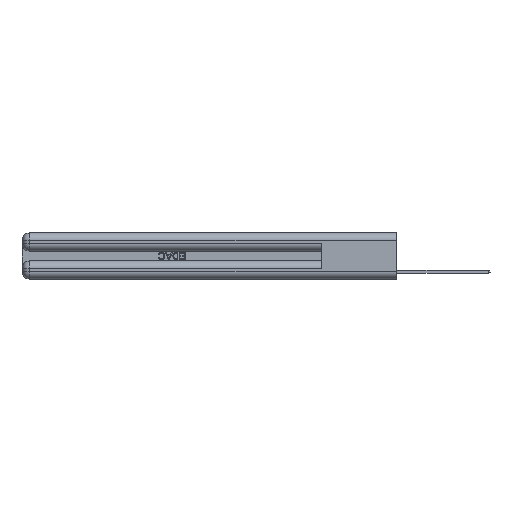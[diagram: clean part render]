
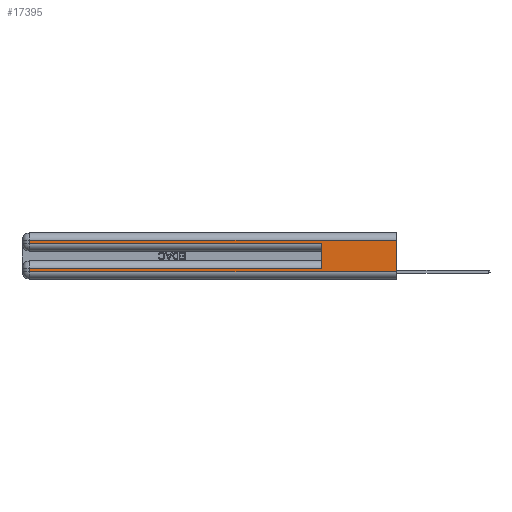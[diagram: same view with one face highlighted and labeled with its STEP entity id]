
A CAD part, left-side view. The second image highlights one B-rep face of the part: STEP entity #17395.
In plain terms, the highlighted planar face has unit normal (-1, 0, 0).
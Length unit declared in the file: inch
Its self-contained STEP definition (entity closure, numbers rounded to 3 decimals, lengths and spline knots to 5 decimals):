
#673 = CARTESIAN_POINT ( 'NONE',  ( 0., 0., 0.285 ) ) ;
#939 = EDGE_CURVE ( 'NONE', #13171, #10522, #7748, .T. ) ;
#1140 = VERTEX_POINT ( 'NONE', #3446 ) ;
#1169 = EDGE_CURVE ( 'NONE', #6619, #10522, #6464, .T. ) ;
#1273 = VECTOR ( 'NONE', #23429, 39.37008 ) ;
#1794 = VECTOR ( 'NONE', #27435, 39.37008 ) ;
#2066 = EDGE_CURVE ( 'NONE', #25335, #1140, #6781, .T. ) ;
#2679 = VERTEX_POINT ( 'NONE', #22952 ) ;
#2956 = CARTESIAN_POINT ( 'NONE',  ( 0., 0., 0.06 ) ) ;
#3446 = CARTESIAN_POINT ( 'NONE',  ( 0., 0., 0.06 ) ) ;
#4570 = CARTESIAN_POINT ( 'NONE',  ( 0., 2.94, 0.37 ) ) ;
#4843 = CARTESIAN_POINT ( 'NONE',  ( 0., 0., 0.085 ) ) ;
#4933 = ORIENTED_EDGE ( 'NONE', *, *, #2066, .F. ) ;
#5120 = CARTESIAN_POINT ( 'NONE',  ( 0., 2.94, 0.06 ) ) ;
#5266 = CARTESIAN_POINT ( 'NONE',  ( 0., 0.6, 0.085 ) ) ;
#5489 = DIRECTION ( 'NONE',  ( 0., 0., -1. ) ) ;
#5692 = ORIENTED_EDGE ( 'NONE', *, *, #32966, .T. ) ;
#6202 = VECTOR ( 'NONE', #20925, 39.37008 ) ;
#6464 = LINE ( 'NONE', #24881, #11951 ) ;
#6619 = VERTEX_POINT ( 'NONE', #5266 ) ;
#6781 = LINE ( 'NONE', #27047, #34804 ) ;
#6802 = EDGE_LOOP ( 'NONE', ( #4933, #5692, #35032, #9344, #10294, #15628, #22717, #31568 ) ) ;
#7726 = VERTEX_POINT ( 'NONE', #28769 ) ;
#7748 = LINE ( 'NONE', #673, #1794 ) ;
#8470 = LINE ( 'NONE', #31827, #1273 ) ;
#8937 = VERTEX_POINT ( 'NONE', #5120 ) ;
#9344 = ORIENTED_EDGE ( 'NONE', *, *, #939, .T. ) ;
#9637 = CARTESIAN_POINT ( 'NONE',  ( 0., 0., 0.37 ) ) ;
#10294 = ORIENTED_EDGE ( 'NONE', *, *, #1169, .F. ) ;
#10362 = CARTESIAN_POINT ( 'NONE',  ( 0., 2.94, 0.285 ) ) ;
#10522 = VERTEX_POINT ( 'NONE', #19938 ) ;
#11194 = DIRECTION ( 'NONE',  ( 0., 0., 1. ) ) ;
#11951 = VECTOR ( 'NONE', #11194, 39.37008 ) ;
#12390 = DIRECTION ( 'NONE',  ( 0., 0., -1. ) ) ;
#12813 = EDGE_CURVE ( 'NONE', #2679, #8937, #21891, .T. ) ;
#13171 = VERTEX_POINT ( 'NONE', #10362 ) ;
#14640 = VECTOR ( 'NONE', #31578, 39.37008 ) ;
#15628 = ORIENTED_EDGE ( 'NONE', *, *, #15735, .T. ) ;
#15735 = EDGE_CURVE ( 'NONE', #6619, #2679, #26020, .T. ) ;
#17116 = AXIS2_PLACEMENT_3D ( 'NONE', #9637, #28602, #12390 ) ;
#17395 = ADVANCED_FACE ( 'NONE', ( #20846 ), #25918, .F. ) ;
#18659 = LINE ( 'NONE', #2956, #22008 ) ;
#19281 = VECTOR ( 'NONE', #26558, 39.37008 ) ;
#19938 = CARTESIAN_POINT ( 'NONE',  ( 0., 0.6, 0.285 ) ) ;
#20170 = EDGE_CURVE ( 'NONE', #7726, #13171, #29931, .T. ) ;
#20846 = FACE_OUTER_BOUND ( 'NONE', #6802, .T. ) ;
#20925 = DIRECTION ( 'NONE',  ( 0., 0., -1. ) ) ;
#21622 = DIRECTION ( 'NONE',  ( 0., -1., 0. ) ) ;
#21891 = LINE ( 'NONE', #28816, #14640 ) ;
#22008 = VECTOR ( 'NONE', #21622, 39.37008 ) ;
#22717 = ORIENTED_EDGE ( 'NONE', *, *, #12813, .T. ) ;
#22952 = CARTESIAN_POINT ( 'NONE',  ( 0., 2.94, 0.085 ) ) ;
#23429 = DIRECTION ( 'NONE',  ( 0., 1., 0. ) ) ;
#23518 = EDGE_CURVE ( 'NONE', #8937, #1140, #18659, .T. ) ;
#24881 = CARTESIAN_POINT ( 'NONE',  ( 0., 0.6, 0.145 ) ) ;
#25335 = VERTEX_POINT ( 'NONE', #27523 ) ;
#25918 = PLANE ( 'NONE',  #17116 ) ;
#26020 = LINE ( 'NONE', #4843, #19281 ) ;
#26558 = DIRECTION ( 'NONE',  ( 0., 1., 0. ) ) ;
#27047 = CARTESIAN_POINT ( 'NONE',  ( 0., 0., 0.37 ) ) ;
#27435 = DIRECTION ( 'NONE',  ( 0., -1., 0. ) ) ;
#27523 = CARTESIAN_POINT ( 'NONE',  ( 0., 0., 0.31 ) ) ;
#28602 = DIRECTION ( 'NONE',  ( 1., 0., 0. ) ) ;
#28769 = CARTESIAN_POINT ( 'NONE',  ( 0., 2.94, 0.31 ) ) ;
#28816 = CARTESIAN_POINT ( 'NONE',  ( 0., 2.94, 0.37 ) ) ;
#29931 = LINE ( 'NONE', #4570, #6202 ) ;
#31568 = ORIENTED_EDGE ( 'NONE', *, *, #23518, .T. ) ;
#31578 = DIRECTION ( 'NONE',  ( 0., 0., -1. ) ) ;
#31827 = CARTESIAN_POINT ( 'NONE',  ( 0., 0., 0.31 ) ) ;
#32966 = EDGE_CURVE ( 'NONE', #25335, #7726, #8470, .T. ) ;
#34804 = VECTOR ( 'NONE', #5489, 39.37008 ) ;
#35032 = ORIENTED_EDGE ( 'NONE', *, *, #20170, .T. ) ;
